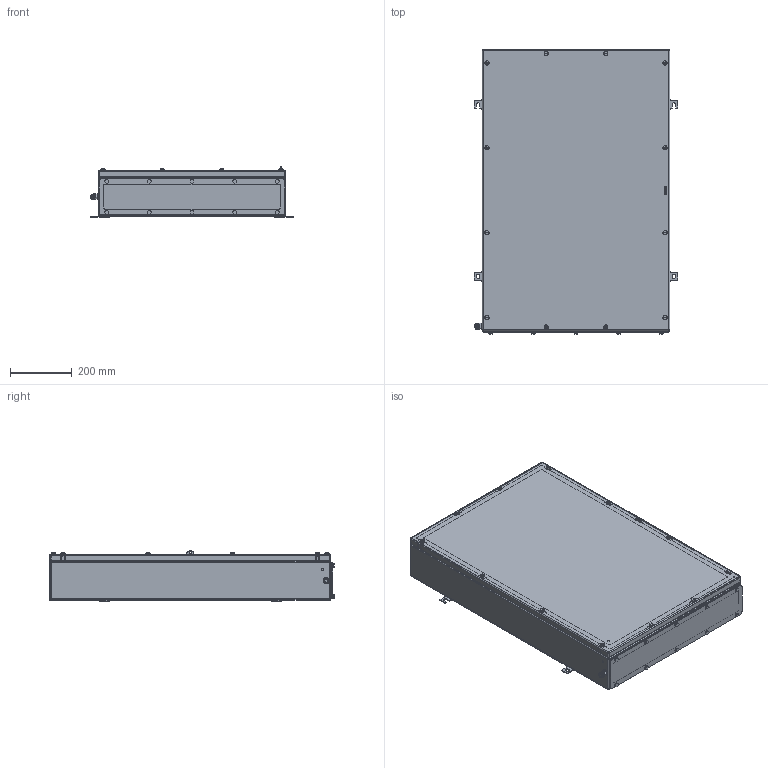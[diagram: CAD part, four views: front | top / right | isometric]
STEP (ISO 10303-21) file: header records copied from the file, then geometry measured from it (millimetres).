
FILE_DESCRIPTION(('CATIA V5 STEP Exchange','CAx-IF Rec.Pracs.--- Model Styling and Organization---1.4--- 2014-01-23'),'2;1');
FILE_NAME ('008590-5_3_1195510000_1195510000.stp','2019-09-24T05:54:17+00:00',('none'),('Weidmueller'),'CATIA Version 5-6 Release 2016 SP3 HF44','CATIA V5 STEP AP214','none');
FILE_SCHEMA(('AUTOMOTIVE_DESIGN { 1 0 10303 214 1 1 1 1 }'));
Products named in the file (1): 1195510000
Bounding box: 661 x 925 x 165 mm (x, y, z)
Volume: 3022245.5 mm3; surface area: 3693248 mm2
Topology: 77 solids, 77 shells, 3185 faces, 7494 edges, 4359 vertices
Faces by surface type: cylinder 1351, plane 1110, torus 278, sphere 200, cone 166, bspline 80
Entity records: 90797 total; most frequent: CARTESIAN_POINT 22801, ORIENTED_EDGE 14480, DIRECTION 11988, EDGE_CURVE 7240, AXIS2_PLACEMENT_3D 5552, VERTEX_POINT 4359, VECTOR 3875, LINE 3875
